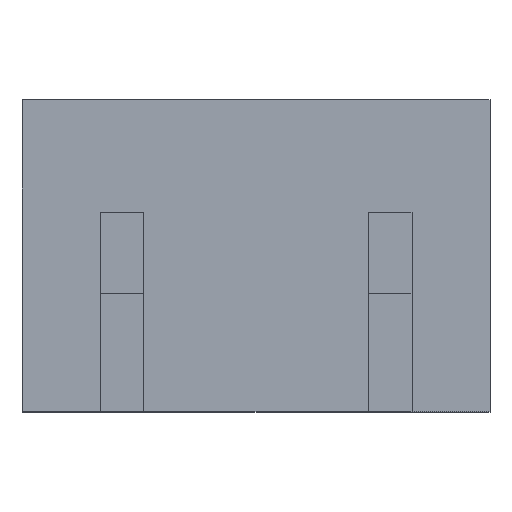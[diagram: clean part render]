
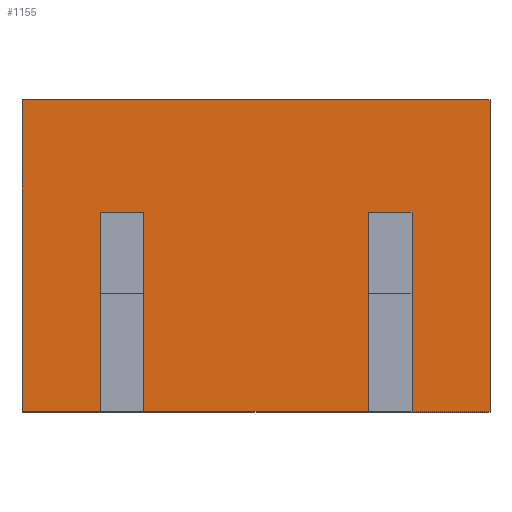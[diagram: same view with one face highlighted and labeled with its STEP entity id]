
A CAD part, top view. The second image highlights one B-rep face of the part: STEP entity #1155.
In plain terms, the highlighted planar face has unit normal (0, 0, 1).
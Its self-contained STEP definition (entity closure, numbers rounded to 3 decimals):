
#1148 = VERTEX_POINT ( 'NONE', #2412 ) ;
#1152 = VERTEX_POINT ( 'NONE', #2407 ) ;
#1154 = EDGE_CURVE ( 'NONE', #1152, #1148, #2405, .T. ) ;
#1155 = ADVANCED_FACE ( 'NONE', ( #2401 ), #2276, .F. ) ;
#1156 = EDGE_LOOP ( 'NONE', ( #1157, #1161, #1164, #1346, #1349, #1408, #1411, #1173, #1176, #1178, #1179, #1402 ) ) ;
#1157 = ORIENTED_EDGE ( 'NONE', *, *, #1158, .F. ) ;
#1158 = EDGE_CURVE ( 'NONE', #1159, #1160, #2358, .T. ) ;
#1159 = VERTEX_POINT ( 'NONE', #2354 ) ;
#1160 = VERTEX_POINT ( 'NONE', #2353 ) ;
#1161 = ORIENTED_EDGE ( 'NONE', *, *, #1162, .T. ) ;
#1162 = EDGE_CURVE ( 'NONE', #1159, #1163, #2352, .T. ) ;
#1163 = VERTEX_POINT ( 'NONE', #2348 ) ;
#1164 = ORIENTED_EDGE ( 'NONE', *, *, #1345, .T. ) ;
#1165 = VERTEX_POINT ( 'NONE', #2347 ) ;
#1171 = EDGE_CURVE ( 'NONE', #1410, #1172, #2303, .T. ) ;
#1172 = VERTEX_POINT ( 'NONE', #2299 ) ;
#1173 = ORIENTED_EDGE ( 'NONE', *, *, #1174, .T. ) ;
#1174 = EDGE_CURVE ( 'NONE', #1172, #1175, #2298, .T. ) ;
#1175 = VERTEX_POINT ( 'NONE', #2294 ) ;
#1176 = ORIENTED_EDGE ( 'NONE', *, *, #1177, .F. ) ;
#1177 = EDGE_CURVE ( 'NONE', #1148, #1175, #2293, .T. ) ;
#1178 = ORIENTED_EDGE ( 'NONE', *, *, #1154, .F. ) ;
#1179 = ORIENTED_EDGE ( 'NONE', *, *, #1180, .T. ) ;
#1180 = EDGE_CURVE ( 'NONE', #1152, #1181, #2289, .T. ) ;
#1181 = VERTEX_POINT ( 'NONE', #2285 ) ;
#1345 = EDGE_CURVE ( 'NONE', #1163, #1165, #2917, .T. ) ;
#1346 = ORIENTED_EDGE ( 'NONE', *, *, #1347, .T. ) ;
#1347 = EDGE_CURVE ( 'NONE', #1165, #1348, #2913, .T. ) ;
#1348 = VERTEX_POINT ( 'NONE', #2909 ) ;
#1349 = ORIENTED_EDGE ( 'NONE', *, *, #1350, .F. ) ;
#1350 = EDGE_CURVE ( 'NONE', #1407, #1348, #2908, .T. ) ;
#1402 = ORIENTED_EDGE ( 'NONE', *, *, #1403, .T. ) ;
#1403 = EDGE_CURVE ( 'NONE', #1181, #1160, #2963, .T. ) ;
#1407 = VERTEX_POINT ( 'NONE', #3113 ) ;
#1408 = ORIENTED_EDGE ( 'NONE', *, *, #1409, .T. ) ;
#1409 = EDGE_CURVE ( 'NONE', #1407, #1410, #3112, .T. ) ;
#1410 = VERTEX_POINT ( 'NONE', #3108 ) ;
#1411 = ORIENTED_EDGE ( 'NONE', *, *, #1171, .T. ) ;
#2274 = CARTESIAN_POINT ( 'NONE',  ( 3.75, 0., 0. ) ) ;
#2275 = AXIS2_PLACEMENT_3D ( 'NONE', #2274, #2360, #2359 ) ;
#2276 = PLANE ( 'NONE',  #2275 ) ;
#2285 = CARTESIAN_POINT ( 'NONE',  ( -3.75, 5., 0. ) ) ;
#2286 = DIRECTION ( 'NONE',  ( -1., 0., 0. ) ) ;
#2287 = VECTOR ( 'NONE', #2286, 1000. ) ;
#2288 = CARTESIAN_POINT ( 'NONE',  ( 3.75, 5., 0. ) ) ;
#2289 = LINE ( 'NONE', #2288, #2287 ) ;
#2290 = DIRECTION ( 'NONE',  ( -1., 0., 0. ) ) ;
#2291 = VECTOR ( 'NONE', #2290, 1000. ) ;
#2292 = CARTESIAN_POINT ( 'NONE',  ( 3.75, 0., 0. ) ) ;
#2293 = LINE ( 'NONE', #2292, #2291 ) ;
#2294 = CARTESIAN_POINT ( 'NONE',  ( 2.5, 0., 0. ) ) ;
#2295 = DIRECTION ( 'NONE',  ( 0., -1., 0. ) ) ;
#2296 = VECTOR ( 'NONE', #2295, 1000. ) ;
#2297 = CARTESIAN_POINT ( 'NONE',  ( 2.5, 3.2, 0. ) ) ;
#2298 = LINE ( 'NONE', #2297, #2296 ) ;
#2299 = CARTESIAN_POINT ( 'NONE',  ( 2.5, 3.2, 0. ) ) ;
#2300 = DIRECTION ( 'NONE',  ( 1., 0., 0. ) ) ;
#2301 = VECTOR ( 'NONE', #2300, 1000. ) ;
#2302 = CARTESIAN_POINT ( 'NONE',  ( 2.5, 3.2, 0. ) ) ;
#2303 = LINE ( 'NONE', #2302, #2301 ) ;
#2347 = CARTESIAN_POINT ( 'NONE',  ( -1.8, 3.2, 0. ) ) ;
#2348 = CARTESIAN_POINT ( 'NONE',  ( -2.5, 3.2, 0. ) ) ;
#2349 = DIRECTION ( 'NONE',  ( 0., 1., 0. ) ) ;
#2350 = VECTOR ( 'NONE', #2349, 1000. ) ;
#2351 = CARTESIAN_POINT ( 'NONE',  ( -2.5, 3.2, 0. ) ) ;
#2352 = LINE ( 'NONE', #2351, #2350 ) ;
#2353 = CARTESIAN_POINT ( 'NONE',  ( -3.75, 0., 0. ) ) ;
#2354 = CARTESIAN_POINT ( 'NONE',  ( -2.5, 0., 0. ) ) ;
#2355 = DIRECTION ( 'NONE',  ( -1., 0., 0. ) ) ;
#2356 = VECTOR ( 'NONE', #2355, 1000. ) ;
#2357 = CARTESIAN_POINT ( 'NONE',  ( 3.75, 0., 0. ) ) ;
#2358 = LINE ( 'NONE', #2357, #2356 ) ;
#2359 = DIRECTION ( 'NONE',  ( -1., 0., 0. ) ) ;
#2360 = DIRECTION ( 'NONE',  ( 0., 0., -1. ) ) ;
#2401 = FACE_OUTER_BOUND ( 'NONE', #1156, .T. ) ;
#2402 = DIRECTION ( 'NONE',  ( 0., -1., 0. ) ) ;
#2403 = VECTOR ( 'NONE', #2402, 1000. ) ;
#2404 = CARTESIAN_POINT ( 'NONE',  ( 3.75, 0., 0. ) ) ;
#2405 = LINE ( 'NONE', #2404, #2403 ) ;
#2407 = CARTESIAN_POINT ( 'NONE',  ( 3.75, 5., 0. ) ) ;
#2412 = CARTESIAN_POINT ( 'NONE',  ( 3.75, 0., 0. ) ) ;
#2905 = DIRECTION ( 'NONE',  ( -1., 0., 0. ) ) ;
#2906 = VECTOR ( 'NONE', #2905, 1000. ) ;
#2907 = CARTESIAN_POINT ( 'NONE',  ( 3.75, 0., 0. ) ) ;
#2908 = LINE ( 'NONE', #2907, #2906 ) ;
#2909 = CARTESIAN_POINT ( 'NONE',  ( -1.8, 0., 0. ) ) ;
#2910 = DIRECTION ( 'NONE',  ( 0., -1., 0. ) ) ;
#2911 = VECTOR ( 'NONE', #2910, 1000. ) ;
#2912 = CARTESIAN_POINT ( 'NONE',  ( -1.8, 3.2, 0. ) ) ;
#2913 = LINE ( 'NONE', #2912, #2911 ) ;
#2914 = DIRECTION ( 'NONE',  ( 1., 0., 0. ) ) ;
#2915 = VECTOR ( 'NONE', #2914, 1000. ) ;
#2916 = CARTESIAN_POINT ( 'NONE',  ( -2.5, 3.2, 0. ) ) ;
#2917 = LINE ( 'NONE', #2916, #2915 ) ;
#2960 = DIRECTION ( 'NONE',  ( 0., -1., 0. ) ) ;
#2961 = VECTOR ( 'NONE', #2960, 1000. ) ;
#2962 = CARTESIAN_POINT ( 'NONE',  ( -3.75, 0., 0. ) ) ;
#2963 = LINE ( 'NONE', #2962, #2961 ) ;
#3108 = CARTESIAN_POINT ( 'NONE',  ( 1.8, 3.2, 0. ) ) ;
#3109 = DIRECTION ( 'NONE',  ( 0., 1., 0. ) ) ;
#3110 = VECTOR ( 'NONE', #3109, 1000. ) ;
#3111 = CARTESIAN_POINT ( 'NONE',  ( 1.8, 3.2, 0. ) ) ;
#3112 = LINE ( 'NONE', #3111, #3110 ) ;
#3113 = CARTESIAN_POINT ( 'NONE',  ( 1.8, 0., 0. ) ) ;
